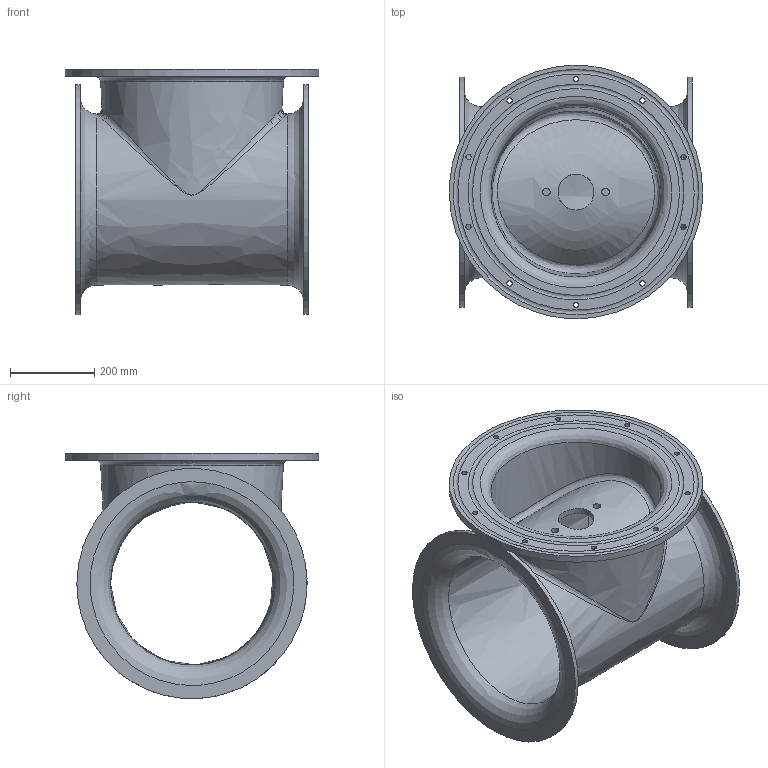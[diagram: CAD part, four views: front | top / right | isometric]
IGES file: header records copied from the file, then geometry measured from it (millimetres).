
Global section: file name: 90550; native system: Autodesk Inventor 2016; preprocessor: unknown; author: Elvira H.; date: 20160222.151228; units: millimetre
Bounding box: 600 x 599.03 x 580.85 mm (x, y, z)
Volume: 14373548.5 mm3; surface area: 2387362.4 mm2
Topology: 1 solids, 1 shells, 48 faces, 138 edges, 98 vertices
Faces by surface type: bspline 48
